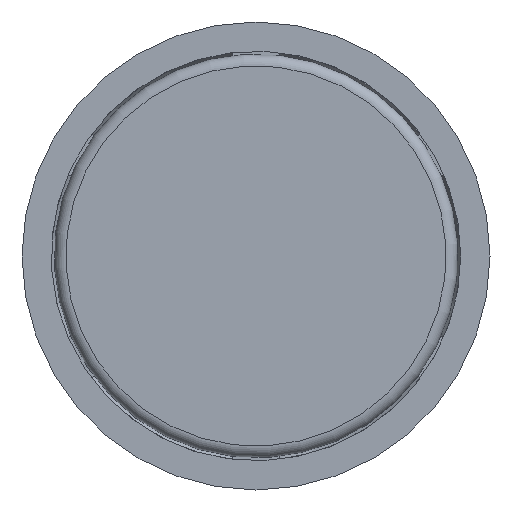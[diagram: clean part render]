
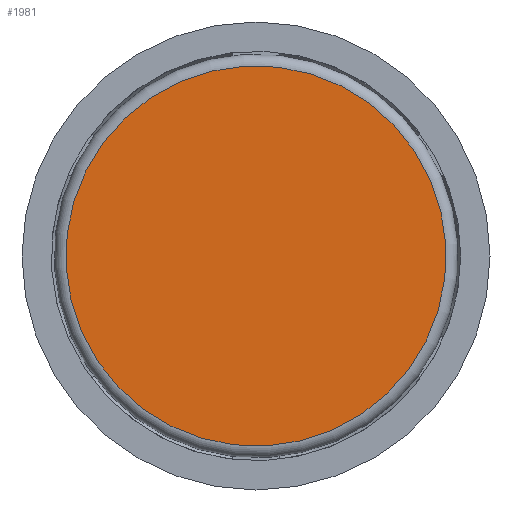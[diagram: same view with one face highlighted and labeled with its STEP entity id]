
A CAD part, front view. The second image highlights one B-rep face of the part: STEP entity #1981.
In plain terms, the highlighted planar face has unit normal (0, -1, 0).
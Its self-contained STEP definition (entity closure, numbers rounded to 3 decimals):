
#1949=CARTESIAN_POINT('',(-16.25,0.0,0.));
#1950=VERTEX_POINT('',#1949);
#1951=CARTESIAN_POINT('',(0.0,0.0,0.0));
#1952=DIRECTION('',(0.0,1.0,0.0));
#1953=DIRECTION('',(1.0,0.0,0.0));
#1954=AXIS2_PLACEMENT_3D('',#1951,#1952,#1953);
#1955=CIRCLE('',#1954,16.25);
#1956=EDGE_CURVE('',#1950,#1950,#1955,.T.);
#1973=CARTESIAN_POINT('',(0.,0.0,0.0));
#1974=DIRECTION('',(0.0,1.0,0.0));
#1975=DIRECTION('',(0.0,0.0,1.0));
#1976=AXIS2_PLACEMENT_3D('',#1973,#1974,#1975);
#1977=PLANE('',#1976);
#1978=ORIENTED_EDGE('',*,*,#1956,.F.);
#1979=EDGE_LOOP('',(#1978));
#1980=FACE_OUTER_BOUND('',#1979,.T.);
#1981=ADVANCED_FACE('',(#1980),#1977,.F.);
